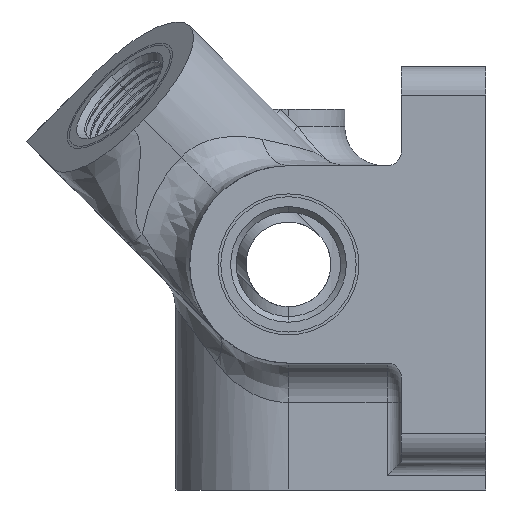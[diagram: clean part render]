
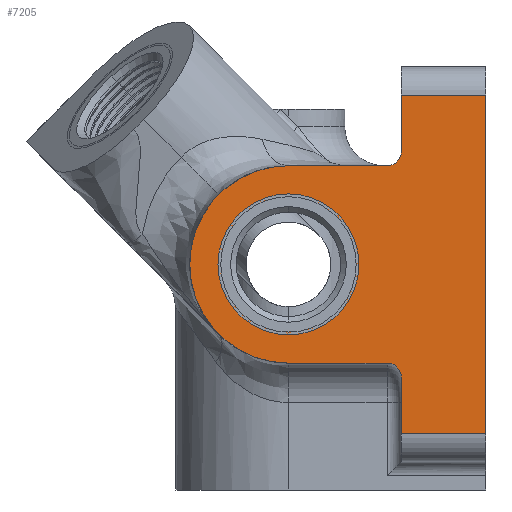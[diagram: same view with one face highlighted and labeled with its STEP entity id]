
A CAD part, left-side view. The second image highlights one B-rep face of the part: STEP entity #7205.
In plain terms, the highlighted planar face has unit normal (-1, 0, 0).
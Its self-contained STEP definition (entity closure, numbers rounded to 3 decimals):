
#969 = CIRCLE ( 'NONE', #979, 12. ) ;
#971 = VECTOR ( 'NONE', #1873, 1000. ) ;
#974 = VECTOR ( 'NONE', #1878, 1000. ) ;
#976 = VECTOR ( 'NONE', #1883, 1000. ) ;
#978 = VECTOR ( 'NONE', #1885, 1000. ) ;
#979 = AXIS2_PLACEMENT_3D ( 'NONE', #1886, #1887, #1888 ) ;
#980 = CIRCLE ( 'NONE', #983, 12. ) ;
#982 = VECTOR ( 'NONE', #1890, 1000. ) ;
#983 = AXIS2_PLACEMENT_3D ( 'NONE', #1891, #1892, #1893 ) ;
#1127 = AXIS2_PLACEMENT_3D ( 'NONE', #3583, #3584, #3585 ) ;
#1872 = CARTESIAN_POINT ( 'NONE',  ( -52.5, -20., 35. ) ) ;
#1873 = DIRECTION ( 'NONE',  ( 0., 0., 1. ) ) ;
#1877 = CARTESIAN_POINT ( 'NONE',  ( -52.5, 0., 30. ) ) ;
#1878 = DIRECTION ( 'NONE',  ( 0., 1., 0. ) ) ;
#1882 = CARTESIAN_POINT ( 'NONE',  ( -52.5, -35., 35. ) ) ;
#1883 = DIRECTION ( 'NONE',  ( 0., 0., 1. ) ) ;
#1884 = CARTESIAN_POINT ( 'NONE',  ( -52.5, -20., 35. ) ) ;
#1885 = DIRECTION ( 'NONE',  ( 0., 0., 1. ) ) ;
#1886 = CARTESIAN_POINT ( 'NONE',  ( -52.5, 0., 0. ) ) ;
#1887 = DIRECTION ( 'NONE',  ( 1., 0., 0. ) ) ;
#1888 = DIRECTION ( 'NONE',  ( 0., 0., -1. ) ) ;
#1889 = CARTESIAN_POINT ( 'NONE',  ( -52.5, 0., -30. ) ) ;
#1890 = DIRECTION ( 'NONE',  ( 0., -1., 0. ) ) ;
#1891 = CARTESIAN_POINT ( 'NONE',  ( -52.5, 0., 0. ) ) ;
#1892 = DIRECTION ( 'NONE',  ( 1., 0., 0. ) ) ;
#1893 = DIRECTION ( 'NONE',  ( 0., 0., -1. ) ) ;
#2231 = EDGE_LOOP ( 'NONE', ( #7326, #7328 ) ) ;
#2232 = EDGE_LOOP ( 'NONE', ( #7317, #7319, #7316, #7318, #7320, #7321, #7322, #7323, #7324, #7325 ) ) ;
#3582 = PLANE ( 'NONE',  #1127 ) ;
#3583 = CARTESIAN_POINT ( 'NONE',  ( -52.5, 0., 0. ) ) ;
#3584 = DIRECTION ( 'NONE',  ( 1., 0., 0. ) ) ;
#3585 = DIRECTION ( 'NONE',  ( 0., 0., -1. ) ) ;
#3680 = CARTESIAN_POINT ( 'NONE',  ( -52.5, -17.5, 17.5 ) ) ;
#3681 = CARTESIAN_POINT ( 'NONE',  ( -52.5, -20., 20. ) ) ;
#3682 = CARTESIAN_POINT ( 'NONE',  ( -52.5, 0., 17.5 ) ) ;
#3693 = CARTESIAN_POINT ( 'NONE',  ( -52.5, 0., -17.5 ) ) ;
#3695 = CARTESIAN_POINT ( 'NONE',  ( -52.5, -17.5, -17.5 ) ) ;
#3696 = CARTESIAN_POINT ( 'NONE',  ( -52.5, -20., -20. ) ) ;
#3728 = CARTESIAN_POINT ( 'NONE',  ( -52.5, -20., 30. ) ) ;
#3729 = CARTESIAN_POINT ( 'NONE',  ( -52.5, -35., 30. ) ) ;
#3730 = CARTESIAN_POINT ( 'NONE',  ( -52.5, -35., -30. ) ) ;
#3731 = CARTESIAN_POINT ( 'NONE',  ( -52.5, -20., -30. ) ) ;
#3732 = CARTESIAN_POINT ( 'NONE',  ( -52.5, 0., -12. ) ) ;
#3733 = CARTESIAN_POINT ( 'NONE',  ( -52.5, 0., 12. ) ) ;
#6286 = EDGE_CURVE ( 'NONE', #7602, #7601, #12091, .T. ) ;
#6288 = EDGE_CURVE ( 'NONE', #7603, #7601, #12814, .T. ) ;
#6312 = EDGE_CURVE ( 'NONE', #7614, #7603, #12107, .T. ) ;
#6315 = EDGE_CURVE ( 'NONE', #7616, #7614, #12825, .T. ) ;
#6316 = EDGE_CURVE ( 'NONE', #7616, #7617, #12112, .T. ) ;
#7070 = EDGE_CURVE ( 'NONE', #7602, #7649, #13270, .T. ) ;
#7072 = EDGE_CURVE ( 'NONE', #7650, #7649, #13271, .T. ) ;
#7074 = EDGE_CURVE ( 'NONE', #7651, #7650, #13272, .T. ) ;
#7075 = EDGE_CURVE ( 'NONE', #7652, #7617, #13273, .T. ) ;
#7076 = EDGE_CURVE ( 'NONE', #7654, #7653, #969, .T. ) ;
#7077 = EDGE_CURVE ( 'NONE', #7652, #7651, #13274, .T. ) ;
#7078 = EDGE_CURVE ( 'NONE', #7653, #7654, #980, .T. ) ;
#7205 = ADVANCED_FACE ( 'NONE', ( #13382, #13383 ), #3582, .F. ) ;
#7316 = ORIENTED_EDGE ( 'NONE', *, *, #7070, .F. ) ;
#7317 = ORIENTED_EDGE ( 'NONE', *, *, #7074, .T. ) ;
#7318 = ORIENTED_EDGE ( 'NONE', *, *, #6286, .T. ) ;
#7319 = ORIENTED_EDGE ( 'NONE', *, *, #7072, .T. ) ;
#7320 = ORIENTED_EDGE ( 'NONE', *, *, #6288, .F. ) ;
#7321 = ORIENTED_EDGE ( 'NONE', *, *, #6312, .F. ) ;
#7322 = ORIENTED_EDGE ( 'NONE', *, *, #6315, .F. ) ;
#7323 = ORIENTED_EDGE ( 'NONE', *, *, #6316, .T. ) ;
#7324 = ORIENTED_EDGE ( 'NONE', *, *, #7075, .F. ) ;
#7325 = ORIENTED_EDGE ( 'NONE', *, *, #7077, .T. ) ;
#7326 = ORIENTED_EDGE ( 'NONE', *, *, #7078, .T. ) ;
#7328 = ORIENTED_EDGE ( 'NONE', *, *, #7076, .T. ) ;
#7601 = VERTEX_POINT ( 'NONE', #3680 ) ;
#7602 = VERTEX_POINT ( 'NONE', #3681 ) ;
#7603 = VERTEX_POINT ( 'NONE', #3682 ) ;
#7614 = VERTEX_POINT ( 'NONE', #3693 ) ;
#7616 = VERTEX_POINT ( 'NONE', #3695 ) ;
#7617 = VERTEX_POINT ( 'NONE', #3696 ) ;
#7649 = VERTEX_POINT ( 'NONE', #3728 ) ;
#7650 = VERTEX_POINT ( 'NONE', #3729 ) ;
#7651 = VERTEX_POINT ( 'NONE', #3730 ) ;
#7652 = VERTEX_POINT ( 'NONE', #3731 ) ;
#7653 = VERTEX_POINT ( 'NONE', #3732 ) ;
#7654 = VERTEX_POINT ( 'NONE', #3733 ) ;
#10849 = CARTESIAN_POINT ( 'NONE',  ( -52.5, -17.5, 20. ) ) ;
#10850 = DIRECTION ( 'NONE',  ( 1., 0., 0. ) ) ;
#10851 = DIRECTION ( 'NONE',  ( 0., 0., -1. ) ) ;
#10854 = CARTESIAN_POINT ( 'NONE',  ( -52.5, 0., 17.5 ) ) ;
#10855 = DIRECTION ( 'NONE',  ( 0., -1., 0. ) ) ;
#10967 = CARTESIAN_POINT ( 'NONE',  ( -52.5, 0., 0. ) ) ;
#10968 = DIRECTION ( 'NONE',  ( 1., 0., 0. ) ) ;
#10969 = DIRECTION ( 'NONE',  ( 0., 0., -1. ) ) ;
#10974 = CARTESIAN_POINT ( 'NONE',  ( -52.5, 0., -17.5 ) ) ;
#10975 = DIRECTION ( 'NONE',  ( 0., 1., 0. ) ) ;
#10976 = CARTESIAN_POINT ( 'NONE',  ( -52.5, -17.5, -20. ) ) ;
#10977 = DIRECTION ( 'NONE',  ( 1., 0., 0. ) ) ;
#10978 = DIRECTION ( 'NONE',  ( 0., 0., -1. ) ) ;
#12091 = CIRCLE ( 'NONE', #12092, 2.5 ) ;
#12092 = AXIS2_PLACEMENT_3D ( 'NONE', #10849, #10850, #10851 ) ;
#12094 = VECTOR ( 'NONE', #10855, 1000. ) ;
#12107 = CIRCLE ( 'NONE', #12111, 17.5 ) ;
#12111 = AXIS2_PLACEMENT_3D ( 'NONE', #10967, #10968, #10969 ) ;
#12112 = CIRCLE ( 'NONE', #12117, 2.5 ) ;
#12116 = VECTOR ( 'NONE', #10975, 1000. ) ;
#12117 = AXIS2_PLACEMENT_3D ( 'NONE', #10976, #10977, #10978 ) ;
#12814 = LINE ( 'NONE', #10854, #12094 ) ;
#12825 = LINE ( 'NONE', #10974, #12116 ) ;
#13270 = LINE ( 'NONE', #1872, #971 ) ;
#13271 = LINE ( 'NONE', #1877, #974 ) ;
#13272 = LINE ( 'NONE', #1882, #976 ) ;
#13273 = LINE ( 'NONE', #1884, #978 ) ;
#13274 = LINE ( 'NONE', #1889, #982 ) ;
#13382 = FACE_OUTER_BOUND ( 'NONE', #2232, .T. ) ;
#13383 = FACE_BOUND ( 'NONE', #2231, .T. ) ;
